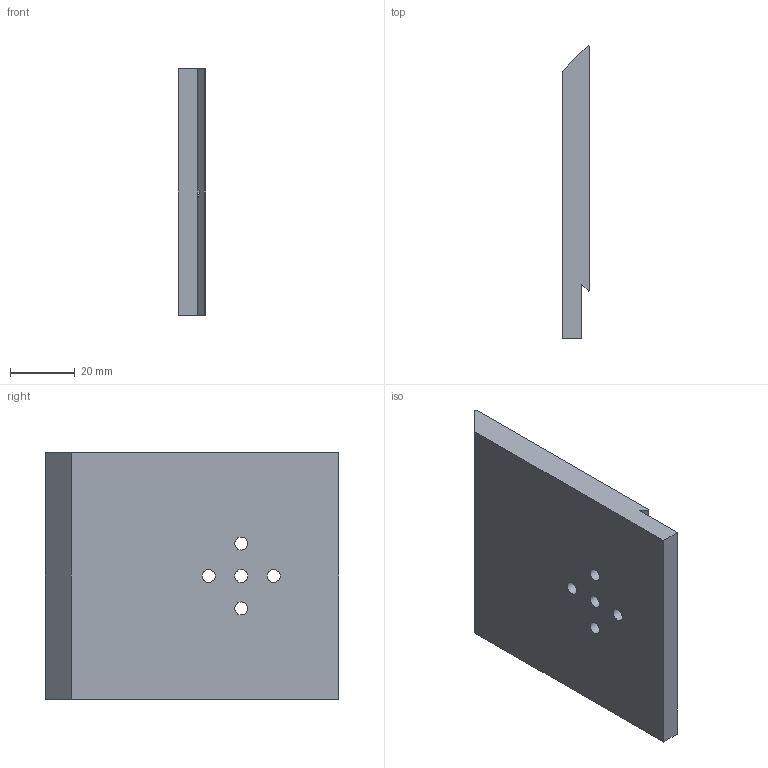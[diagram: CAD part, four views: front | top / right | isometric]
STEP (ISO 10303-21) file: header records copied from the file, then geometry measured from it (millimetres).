
FILE_DESCRIPTION(/* description */ (''),/* implementation_level */ '2;1');
FILE_NAME(/* name */ 'Ofen-Adapterplatte v5.step',/* time_stamp */ '2021-08-09T09:01:38+02:00',/* author */ (''),/* organization */ (''),/* preprocessor_version */ 'ST-DEVELOPER v18.1',/* originating_system */ 'Autodesk Translation Framework v10.9.0.1377',/* authorisation */ '');
FILE_SCHEMA (('AUTOMOTIVE_DESIGN { 1 0 10303 214 3 1 1 }'));
Length unit declared in the file: millimetre
Products named in the file (1): Ofen-Adapterplatte
Bounding box: 8.5 x 90.3 x 76 mm (x, y, z)
Volume: 51706.9 mm3; surface area: 16899.7 mm2
Topology: 1 solids, 1 shells, 27 faces, 66 edges, 44 vertices
Faces by surface type: plane 17, cylinder 10
Full cylindrical faces by diameter (mm): 4 x5, 7.5 x5
Entity records: 861 total; most frequent: DIRECTION 146, CARTESIAN_POINT 138, ORIENTED_EDGE 132, EDGE_CURVE 66, AXIS2_PLACEMENT_3D 52, VERTEX_POINT 44, EDGE_LOOP 42, LINE 42
